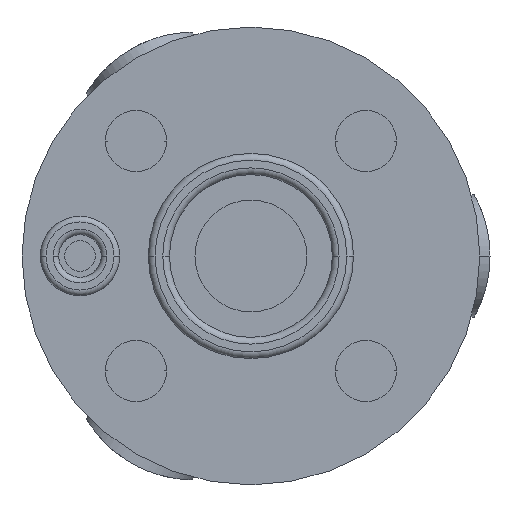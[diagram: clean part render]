
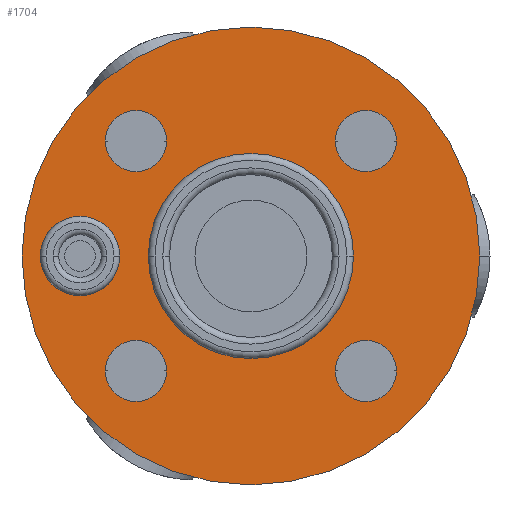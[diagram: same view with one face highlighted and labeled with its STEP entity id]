
A CAD part, front view. The second image highlights one B-rep face of the part: STEP entity #1704.
In plain terms, the highlighted planar face has unit normal (0, -1, 0).
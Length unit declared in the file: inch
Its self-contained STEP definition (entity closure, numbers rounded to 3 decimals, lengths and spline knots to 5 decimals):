
#226=CARTESIAN_POINT('',(0.44488,0.,0.44488));
#227=DIRECTION('',(0.,-1.,0.));
#228=DIRECTION('',(-1.,0.,0.));
#229=AXIS2_PLACEMENT_3D('',#226,#227,#228);
#234=CARTESIAN_POINT('',(0.44488,0.,0.44488));
#235=DIRECTION('',(0.,-1.,0.));
#236=DIRECTION('',(1.,0.,0.));
#237=AXIS2_PLACEMENT_3D('',#234,#235,#236);
#242=CARTESIAN_POINT('',(-0.44488,0.,0.44488));
#243=DIRECTION('',(0.,-1.,0.));
#244=DIRECTION('',(-1.,0.,0.));
#245=AXIS2_PLACEMENT_3D('',#242,#243,#244);
#250=CARTESIAN_POINT('',(-0.44488,0.,0.44488));
#251=DIRECTION('',(0.,-1.,0.));
#252=DIRECTION('',(1.,0.,0.));
#253=AXIS2_PLACEMENT_3D('',#250,#251,#252);
#258=CARTESIAN_POINT('',(0.44488,0.,-0.44488));
#259=DIRECTION('',(0.,-1.,0.));
#260=DIRECTION('',(-1.,0.,0.));
#261=AXIS2_PLACEMENT_3D('',#258,#259,#260);
#266=CARTESIAN_POINT('',(0.44488,0.,-0.44488));
#267=DIRECTION('',(0.,-1.,0.));
#268=DIRECTION('',(1.,0.,0.));
#269=AXIS2_PLACEMENT_3D('',#266,#267,#268);
#274=CARTESIAN_POINT('',(-0.44488,0.,-0.44488));
#275=DIRECTION('',(0.,-1.,0.));
#276=DIRECTION('',(-1.,0.,0.));
#277=AXIS2_PLACEMENT_3D('',#274,#275,#276);
#282=CARTESIAN_POINT('',(-0.44488,0.,-0.44488));
#283=DIRECTION('',(0.,-1.,0.));
#284=DIRECTION('',(1.,0.,0.));
#285=AXIS2_PLACEMENT_3D('',#282,#283,#284);
#306=CARTESIAN_POINT('',(-0.66142,0.,0.));
#307=DIRECTION('',(0.,1.,0.));
#308=DIRECTION('',(1.,0.,0.));
#309=AXIS2_PLACEMENT_3D('',#306,#307,#308);
#314=CARTESIAN_POINT('',(-0.66142,0.,0.));
#315=DIRECTION('',(0.,1.,0.));
#316=DIRECTION('',(-1.,0.,0.));
#317=AXIS2_PLACEMENT_3D('',#314,#315,#316);
#322=CARTESIAN_POINT('',(0.,0.,0.));
#323=DIRECTION('',(0.,1.,0.));
#324=DIRECTION('',(-1.,0.,0.));
#325=AXIS2_PLACEMENT_3D('',#322,#323,#324);
#330=CARTESIAN_POINT('',(0.,0.,0.));
#331=DIRECTION('',(0.,1.,0.));
#332=DIRECTION('',(1.,0.,0.));
#333=AXIS2_PLACEMENT_3D('',#330,#331,#332);
#354=CARTESIAN_POINT('',(0.,0.,0.));
#355=DIRECTION('',(0.,1.,0.));
#356=DIRECTION('',(1.,0.,0.));
#357=AXIS2_PLACEMENT_3D('',#354,#355,#356);
#369=CARTESIAN_POINT('',(0.,0.,0.));
#370=DIRECTION('',(0.,-1.,0.));
#371=DIRECTION('',(1.,0.,0.));
#372=AXIS2_PLACEMENT_3D('',#369,#370,#371);
#1417=CARTESIAN_POINT('',(0.88583,0.,0.));
#1419=VERTEX_POINT('',#1417);
#1443=CARTESIAN_POINT('',(-0.88583,0.,0.));
#1445=VERTEX_POINT('',#1443);
#1483=CARTESIAN_POINT('',(0.32677,0.,0.44488));
#1484=CARTESIAN_POINT('',(0.56299,0.,0.44488));
#1485=VERTEX_POINT('',#1483);
#1486=VERTEX_POINT('',#1484);
#1497=CARTESIAN_POINT('',(-0.56299,0.,0.44488));
#1498=VERTEX_POINT('',#1497);
#1499=CARTESIAN_POINT('',(-0.32677,0.,0.44488));
#1500=VERTEX_POINT('',#1499);
#1511=CARTESIAN_POINT('',(0.32677,0.,-0.44488));
#1512=VERTEX_POINT('',#1511);
#1513=CARTESIAN_POINT('',(0.56299,0.,-0.44488));
#1514=VERTEX_POINT('',#1513);
#1525=CARTESIAN_POINT('',(-0.56299,0.,-0.44488));
#1526=VERTEX_POINT('',#1525);
#1527=CARTESIAN_POINT('',(-0.32677,0.,-0.44488));
#1528=VERTEX_POINT('',#1527);
#1541=CARTESIAN_POINT('',(-0.52953,0.,0.));
#1542=CARTESIAN_POINT('',(-0.79331,0.,0.));
#1543=VERTEX_POINT('',#1541);
#1544=VERTEX_POINT('',#1542);
#1565=CARTESIAN_POINT('',(-0.37096,0.,0.));
#1566=CARTESIAN_POINT('',(0.37096,0.,0.));
#1567=VERTEX_POINT('',#1565);
#1568=VERTEX_POINT('',#1566);
#1657=CARTESIAN_POINT('',(0.,0.,0.));
#1658=DIRECTION('',(0.,1.,0.));
#1659=DIRECTION('',(1.,0.,0.));
#1660=AXIS2_PLACEMENT_3D('',#1657,#1658,#1659);
#1661=PLANE('',#1660);
#1663=ORIENTED_EDGE('',*,*,#1662,.T.);
#1665=ORIENTED_EDGE('',*,*,#1664,.F.);
#1666=EDGE_LOOP('',(#1663,#1665));
#1667=FACE_OUTER_BOUND('',#1666,.F.);
#1669=ORIENTED_EDGE('',*,*,#1668,.T.);
#1671=ORIENTED_EDGE('',*,*,#1670,.T.);
#1672=EDGE_LOOP('',(#1669,#1671));
#1673=FACE_BOUND('',#1672,.F.);
#1675=ORIENTED_EDGE('',*,*,#1674,.T.);
#1677=ORIENTED_EDGE('',*,*,#1676,.T.);
#1678=EDGE_LOOP('',(#1675,#1677));
#1679=FACE_BOUND('',#1678,.F.);
#1681=ORIENTED_EDGE('',*,*,#1680,.T.);
#1683=ORIENTED_EDGE('',*,*,#1682,.T.);
#1684=EDGE_LOOP('',(#1681,#1683));
#1685=FACE_BOUND('',#1684,.F.);
#1687=ORIENTED_EDGE('',*,*,#1686,.T.);
#1689=ORIENTED_EDGE('',*,*,#1688,.T.);
#1690=EDGE_LOOP('',(#1687,#1689));
#1691=FACE_BOUND('',#1690,.F.);
#1693=ORIENTED_EDGE('',*,*,#1692,.F.);
#1695=ORIENTED_EDGE('',*,*,#1694,.F.);
#1696=EDGE_LOOP('',(#1693,#1695));
#1697=FACE_BOUND('',#1696,.F.);
#1699=ORIENTED_EDGE('',*,*,#1698,.F.);
#1701=ORIENTED_EDGE('',*,*,#1700,.F.);
#1702=EDGE_LOOP('',(#1699,#1701));
#1703=FACE_BOUND('',#1702,.F.);
#230=CIRCLE('',#229,0.11811);
#238=CIRCLE('',#237,0.11811);
#246=CIRCLE('',#245,0.11811);
#254=CIRCLE('',#253,0.11811);
#262=CIRCLE('',#261,0.11811);
#270=CIRCLE('',#269,0.11811);
#278=CIRCLE('',#277,0.11811);
#286=CIRCLE('',#285,0.11811);
#310=CIRCLE('',#309,0.13189);
#318=CIRCLE('',#317,0.13189);
#326=CIRCLE('',#325,0.37096);
#334=CIRCLE('',#333,0.37096);
#358=CIRCLE('',#357,0.88583);
#373=CIRCLE('',#372,0.88583);
#1662=EDGE_CURVE('',#1419,#1445,#358,.T.);
#1664=EDGE_CURVE('',#1419,#1445,#373,.T.);
#1668=EDGE_CURVE('',#1485,#1486,#230,.T.);
#1670=EDGE_CURVE('',#1486,#1485,#238,.T.);
#1674=EDGE_CURVE('',#1498,#1500,#246,.T.);
#1676=EDGE_CURVE('',#1500,#1498,#254,.T.);
#1680=EDGE_CURVE('',#1512,#1514,#262,.T.);
#1682=EDGE_CURVE('',#1514,#1512,#270,.T.);
#1686=EDGE_CURVE('',#1526,#1528,#278,.T.);
#1688=EDGE_CURVE('',#1528,#1526,#286,.T.);
#1692=EDGE_CURVE('',#1543,#1544,#310,.T.);
#1694=EDGE_CURVE('',#1544,#1543,#318,.T.);
#1698=EDGE_CURVE('',#1567,#1568,#326,.T.);
#1700=EDGE_CURVE('',#1568,#1567,#334,.T.);
#1704=ADVANCED_FACE('',(#1667,#1673,#1679,#1685,#1691,#1697,#1703),#1661,.F.);
